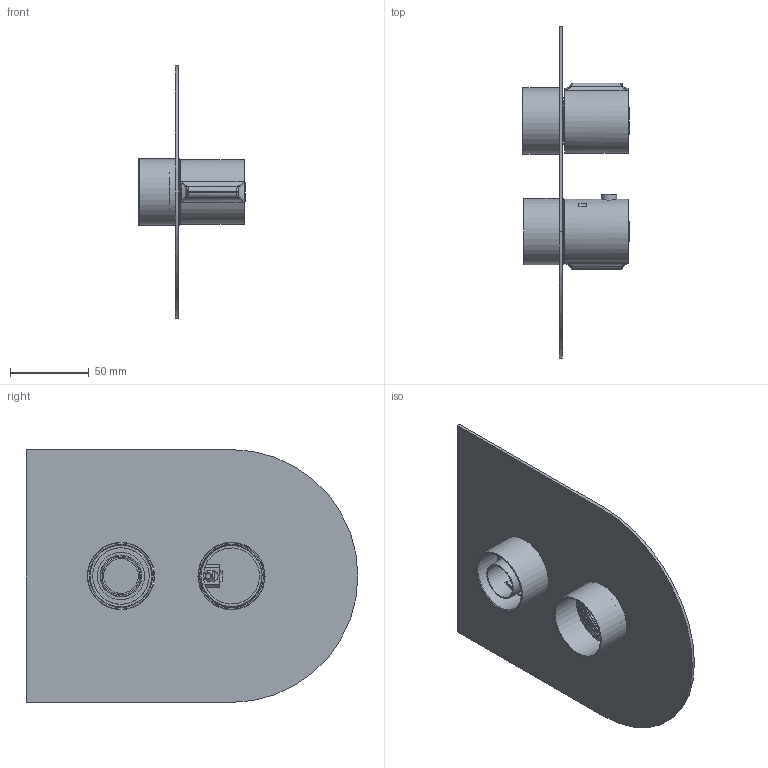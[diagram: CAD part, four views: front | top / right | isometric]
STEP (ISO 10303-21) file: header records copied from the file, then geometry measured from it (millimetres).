
FILE_DESCRIPTION (( 'STEP AP203' ), '1' );
FILE_NAME ('21DP03625.STEP', '2021-03-22T10:44:07', ( '' ), ( '' ), 'SwSTEP 2.0', 'SolidWorks 2018', '' );
FILE_SCHEMA (( 'CONFIG_CONTROL_DESIGN' ));
Length unit declared in the file: millimetre
Products named in the file (1): 21DP03625
Bounding box: 67.2 x 210 x 160 mm (x, y, z)
Volume: 115038.7 mm3; surface area: 108591.7 mm2
Topology: 9 solids, 9 shells, 315 faces, 795 edges, 521 vertices
Faces by surface type: plane 140, cylinder 109, bspline 29, cone 27, torus 6, sphere 4
Full cylindrical faces by diameter (mm): 3 x1, 3.1 x2, 3.3 x1, 4.15 x1, 4.2 x1, 4.65 x1, 6.28 x1, 6.5 x1, 9.8 x2, 10.1 x1, 21 x1, 22 x1, 23.8 x1, 24 x2, 25.599 x2, 26.441 x1, 28.599 x2, 30 x1, 30.999 x2, 31.599 x2, 35.5 x1, 35.8 x1, 39 x1, 40.5 x2, 41 x2, 42 x2, 42.5 x2
Entity records: 12083 total; most frequent: CARTESIAN_POINT 5012, ORIENTED_EDGE 1400, DIRECTION 1393, EDGE_CURVE 700, AXIS2_PLACEMENT_3D 548, VERTEX_POINT 500, EDGE_LOOP 424, FACE_OUTER_BOUND 355
